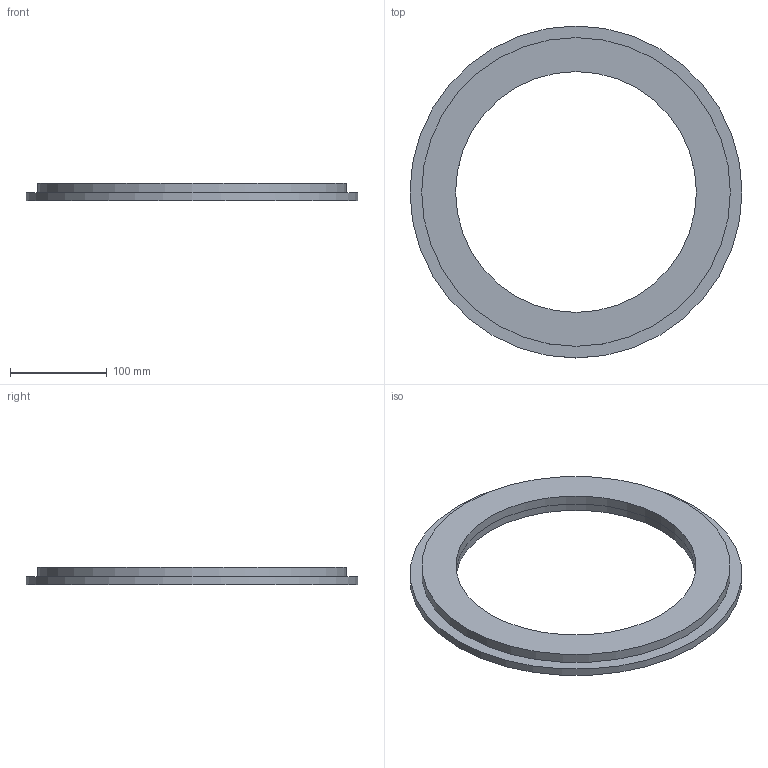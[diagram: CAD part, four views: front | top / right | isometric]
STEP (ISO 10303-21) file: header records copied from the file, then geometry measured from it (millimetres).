
FILE_DESCRIPTION(('FreeCAD Model'),'2;1');
FILE_NAME('bottom.stp', '2015-10-12T20:22:17',('FreeCAD'),('FreeCAD'), 'Open CASCADE STEP processor 6.7','FreeCAD','Unknown');
FILE_SCHEMA(('AUTOMOTIVE_DESIGN_CC2 { 1 2 10303 214 -1 1 5 4 }'));
Length unit declared in the file: millimetre
Products named in the file (1): Open CASCADE STEP translator 6.7 4
Bounding box: 342.3 x 342.3 x 18 mm (x, y, z)
Volume: 660324.4 mm3; surface area: 119848.6 mm2
Topology: 1 solids, 1 shells, 7 faces, 11 edges, 7 vertices
Faces by surface type: cylinder 4, plane 3
Full cylindrical faces by diameter (mm): 248.3 x2, 318.3 x1, 342.3 x1
Entity records: 321 total; most frequent: DIRECTION 56, CARTESIAN_POINT 48, ORIENTED_EDGE 22, PCURVE 22, DEFINITIONAL_REPRESENTATION 22, LINE 20, VECTOR 20, AXIS2_PLACEMENT_3D 15
